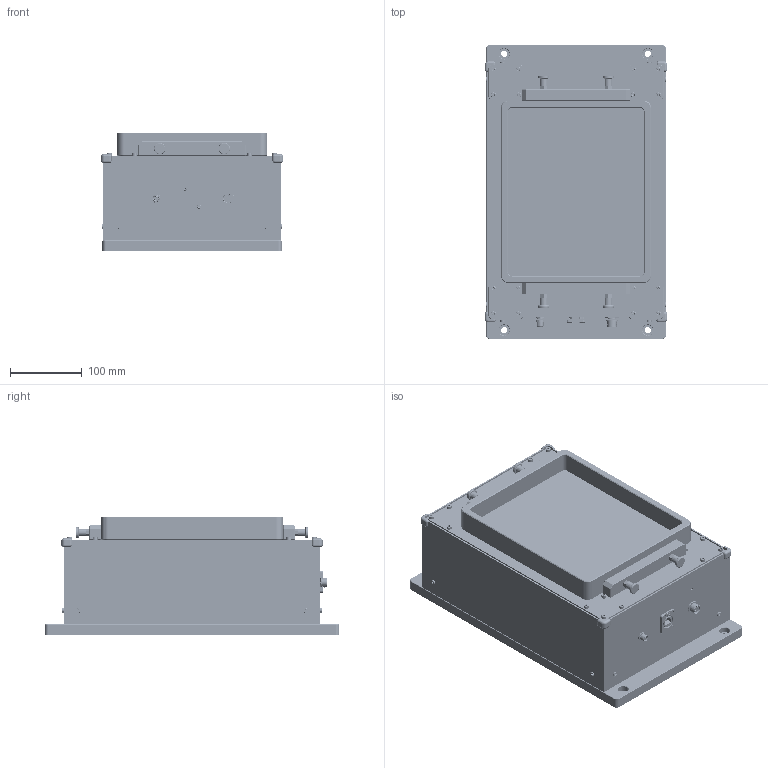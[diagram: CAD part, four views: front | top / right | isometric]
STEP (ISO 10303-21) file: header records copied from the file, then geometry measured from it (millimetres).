
FILE_DESCRIPTION(/* description */ ('STEP AP242','CAx-IF Rec.Pracs.---Representation and Presentation of Product Manufacturing Information (PMI)---4.0---2014-10-13','CAx-IF Rec.Pracs.---3D Tessellated Geometry---0.4---2014-09-14','2;1'),/* implementation_level */ '2;1');
FILE_NAME(/* name */ '6284fa88e9e288500423e025',/* time_stamp */ '2022-05-18T13:54:19+00:00',/* author */ (''),/* organization */ (''),/* preprocessor_version */ 'ST-DEVELOPER v18.102',/* originating_system */ ' ',/* authorisation */ ' ');
FILE_SCHEMA (('AP242_MANAGED_MODEL_BASED_3D_ENGINEERING_MIM_LF { 1 0 10303 442 1 1 4 }'));
Products named in the file (22): PartX1 public; ÑÑÀ_83; Part 1; 1; SF1212_S4; Part 2; Part 3
Assembly tree (58 placements, depth 2):
  PartX1 public
    ÑÑÀ_83  x24
    Part 1
    Part 1  x4
    Part 1  x4
    Part 1  x3
    1
    Part 1  x2
    Part 1
    Part 1
    Part 1  x4
    Part 1
    Part 1
    Part 1
    SF1212_S4
    Part 1
    Part 1
    Part 1  x2
    Part 2
    Part 1  x2
    Part 1
    Part 3
Bounding box: 254 x 410 x 165 mm (x, y, z)
Volume: 3252096.3 mm3; surface area: 1055802.3 mm2
Topology: 58 solids, 62 shells, 3579 faces, 10387 edges, 7175 vertices
Faces by surface type: plane 1846, cylinder 980, cone 263, bspline 254, sphere 171, torus 65
Full cylindrical faces by diameter (mm): 1 x9, 1.05 x3, 1.25 x4, 1.3 x8, 1.6 x2, 2.5 x6, 3 x1, 3.3 x24, 3.5 x9, 4 x8, 4.2 x14, 4.3 x56, 5.5 x10, 5.6 x2, 5.65 x1, 6.8 x4, 7 x24, 7.051 x1, 7.2 x1, 7.4 x1, 8 x4, 8.1 x1, 8.5 x4, 8.7 x1, 10 x41, 10.5 x1, 10.518 x4, 11 x1, 12 x2, 13 x1
Entity records: 54001 total; most frequent: CARTESIAN_POINT 18650, ORIENTED_EDGE 6794, DIRECTION 6601, EDGE_CURVE 3397, AXIS2_PLACEMENT_3D 2605, VERTEX_POINT 2369, EDGE_LOOP 2248, FACE_BOUND 2248
